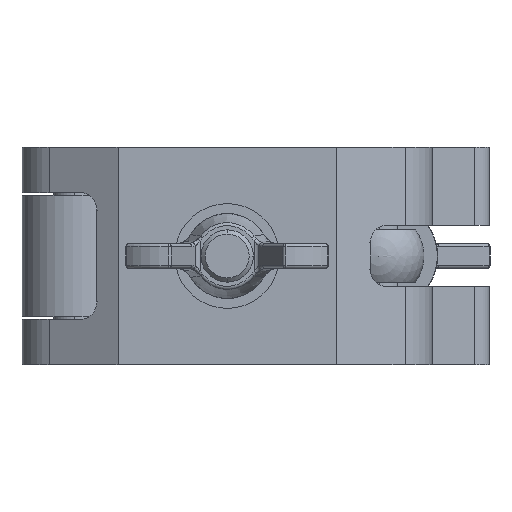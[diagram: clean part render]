
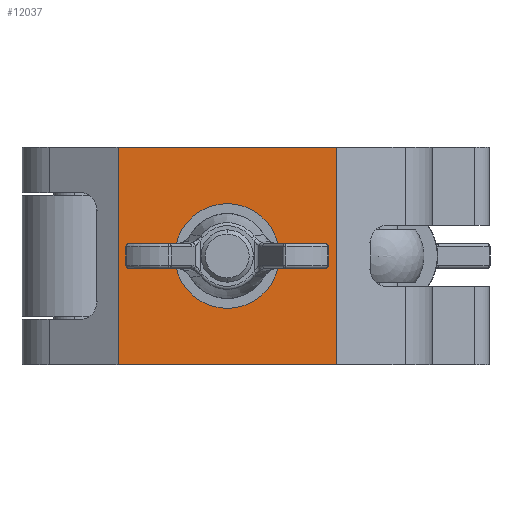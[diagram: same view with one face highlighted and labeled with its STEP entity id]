
A CAD part, front view. The second image highlights one B-rep face of the part: STEP entity #12037.
In plain terms, the highlighted planar face has unit normal (0, -1, 0).
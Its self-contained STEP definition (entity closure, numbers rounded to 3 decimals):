
#163 = DIRECTION ( 'NONE',  ( 0., 1., 0. ) ) ;
#263 = VECTOR ( 'NONE', #2324, 1000. ) ;
#506 = ORIENTED_EDGE ( 'NONE', *, *, #5744, .T. ) ;
#672 = VECTOR ( 'NONE', #3817, 1000. ) ;
#790 = VECTOR ( 'NONE', #13424, 1000. ) ;
#1185 = DIRECTION ( 'NONE',  ( 0., 0., 1. ) ) ;
#1300 = CARTESIAN_POINT ( 'NONE',  ( -25., 0., 24.95 ) ) ;
#1535 = VERTEX_POINT ( 'NONE', #11253 ) ;
#1775 = LINE ( 'NONE', #2949, #790 ) ;
#2030 = EDGE_CURVE ( 'NONE', #6610, #8355, #3784, .T. ) ;
#2095 = AXIS2_PLACEMENT_3D ( 'NONE', #6170, #12487, #9239 ) ;
#2324 = DIRECTION ( 'NONE',  ( 1., 0., 0. ) ) ;
#2916 = ORIENTED_EDGE ( 'NONE', *, *, #10470, .T. ) ;
#2949 = CARTESIAN_POINT ( 'NONE',  ( -25., 0., 24.95 ) ) ;
#3522 = ORIENTED_EDGE ( 'NONE', *, *, #2030, .F. ) ;
#3553 = VERTEX_POINT ( 'NONE', #11774 ) ;
#3734 = VERTEX_POINT ( 'NONE', #4682 ) ;
#3784 = LINE ( 'NONE', #9111, #672 ) ;
#3817 = DIRECTION ( 'NONE',  ( 0., 0., -1. ) ) ;
#4306 = DIRECTION ( 'NONE',  ( 1., 0., 0. ) ) ;
#4490 = CARTESIAN_POINT ( 'NONE',  ( 0., 0., 0. ) ) ;
#4682 = CARTESIAN_POINT ( 'NONE',  ( -25., 0., 24.95 ) ) ;
#4871 = LINE ( 'NONE', #1300, #8350 ) ;
#5744 = EDGE_CURVE ( 'NONE', #1535, #8915, #12572, .T. ) ;
#6170 = CARTESIAN_POINT ( 'NONE',  ( 0., 0., 0. ) ) ;
#6300 = ORIENTED_EDGE ( 'NONE', *, *, #12435, .T. ) ;
#6499 = PLANE ( 'NONE',  #8113 ) ;
#6530 = CARTESIAN_POINT ( 'NONE',  ( -25., 0., 24.95 ) ) ;
#6610 = VERTEX_POINT ( 'NONE', #7505 ) ;
#6693 = ORIENTED_EDGE ( 'NONE', *, *, #8012, .T. ) ;
#6831 = CARTESIAN_POINT ( 'NONE',  ( 25., 0., -24.95 ) ) ;
#7505 = CARTESIAN_POINT ( 'NONE',  ( 25., 0., 24.95 ) ) ;
#7537 = DIRECTION ( 'NONE',  ( 0., 0., 1. ) ) ;
#7985 = EDGE_CURVE ( 'NONE', #3734, #6610, #4871, .T. ) ;
#8012 = EDGE_CURVE ( 'NONE', #3553, #8355, #8684, .T. ) ;
#8113 = AXIS2_PLACEMENT_3D ( 'NONE', #6530, #163, #7537 ) ;
#8350 = VECTOR ( 'NONE', #4306, 1000. ) ;
#8355 = VERTEX_POINT ( 'NONE', #6831 ) ;
#8428 = EDGE_LOOP ( 'NONE', ( #506, #6300 ) ) ;
#8684 = LINE ( 'NONE', #9652, #263 ) ;
#8915 = VERTEX_POINT ( 'NONE', #11491 ) ;
#9111 = CARTESIAN_POINT ( 'NONE',  ( 25., 0., 24.95 ) ) ;
#9239 = DIRECTION ( 'NONE',  ( 0., 0., 1. ) ) ;
#9550 = FACE_OUTER_BOUND ( 'NONE', #11163, .T. ) ;
#9652 = CARTESIAN_POINT ( 'NONE',  ( -25., 0., -24.95 ) ) ;
#10470 = EDGE_CURVE ( 'NONE', #3734, #3553, #1775, .T. ) ;
#11163 = EDGE_LOOP ( 'NONE', ( #6693, #3522, #12113, #2916 ) ) ;
#11253 = CARTESIAN_POINT ( 'NONE',  ( 0., 0., 6.35 ) ) ;
#11491 = CARTESIAN_POINT ( 'NONE',  ( 0., 0., -6.35 ) ) ;
#11774 = CARTESIAN_POINT ( 'NONE',  ( -25., 0., -24.95 ) ) ;
#12037 = ADVANCED_FACE ( 'NONE', ( #12373, #9550 ), #6499, .F. ) ;
#12111 = AXIS2_PLACEMENT_3D ( 'NONE', #4490, #12790, #1185 ) ;
#12113 = ORIENTED_EDGE ( 'NONE', *, *, #7985, .F. ) ;
#12373 = FACE_BOUND ( 'NONE', #8428, .T. ) ;
#12435 = EDGE_CURVE ( 'NONE', #8915, #1535, #12685, .T. ) ;
#12487 = DIRECTION ( 'NONE',  ( 0., 1., 0. ) ) ;
#12572 = CIRCLE ( 'NONE', #12111, 6.35 ) ;
#12685 = CIRCLE ( 'NONE', #2095, 6.35 ) ;
#12790 = DIRECTION ( 'NONE',  ( 0., 1., 0. ) ) ;
#13424 = DIRECTION ( 'NONE',  ( 0., 0., -1. ) ) ;
